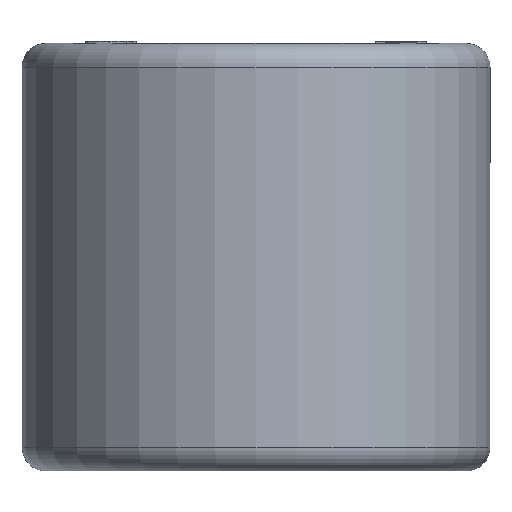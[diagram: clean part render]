
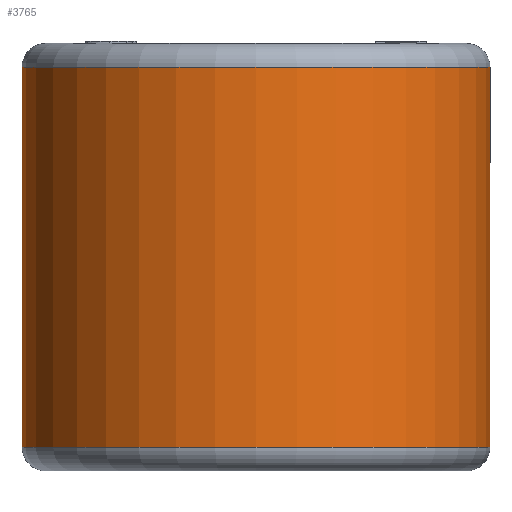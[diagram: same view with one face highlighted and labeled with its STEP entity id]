
A CAD part, front view. The second image highlights one B-rep face of the part: STEP entity #3765.
In plain terms, the highlighted cylindrical face has radius 9.85 mm (diameter 19.7 mm), a partial arc.
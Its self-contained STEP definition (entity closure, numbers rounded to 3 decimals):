
#58 = DIRECTION ( 'NONE',  ( 0., 0., -1. ) ) ;
#137 = DIRECTION ( 'NONE',  ( 0., 0., 1. ) ) ;
#394 = DIRECTION ( 'NONE',  ( 0., 0., -1. ) ) ;
#1043 = VERTEX_POINT ( 'NONE', #1311 ) ;
#1138 = CARTESIAN_POINT ( 'NONE',  ( 9.85, 0., 17. ) ) ;
#1281 = ORIENTED_EDGE ( 'NONE', *, *, #3903, .T. ) ;
#1310 = VERTEX_POINT ( 'NONE', #1943 ) ;
#1311 = CARTESIAN_POINT ( 'NONE',  ( 9.85, 0., 1. ) ) ;
#1373 = EDGE_CURVE ( 'NONE', #5530, #1310, #2873, .T. ) ;
#1379 = VERTEX_POINT ( 'NONE', #1138 ) ;
#1571 = CARTESIAN_POINT ( 'NONE',  ( -9.85, 0., 18. ) ) ;
#1629 = CIRCLE ( 'NONE', #2710, 9.85 ) ;
#1943 = CARTESIAN_POINT ( 'NONE',  ( -9.85, 0., 1. ) ) ;
#2012 = DIRECTION ( 'NONE',  ( -1., 0., 0. ) ) ;
#2063 = EDGE_CURVE ( 'NONE', #1379, #1043, #4568, .T. ) ;
#2092 = EDGE_LOOP ( 'NONE', ( #1281, #5022, #4987, #3564 ) ) ;
#2589 = FACE_OUTER_BOUND ( 'NONE', #2092, .T. ) ;
#2684 = CARTESIAN_POINT ( 'NONE',  ( 9.85, 0., 18. ) ) ;
#2710 = AXIS2_PLACEMENT_3D ( 'NONE', #2754, #137, #3194 ) ;
#2754 = CARTESIAN_POINT ( 'NONE',  ( 0., 0., 1. ) ) ;
#2873 = LINE ( 'NONE', #1571, #5201 ) ;
#2984 = CIRCLE ( 'NONE', #3108, 9.85 ) ;
#3001 = CARTESIAN_POINT ( 'NONE',  ( 0., 0., 17. ) ) ;
#3108 = AXIS2_PLACEMENT_3D ( 'NONE', #3001, #394, #3429 ) ;
#3194 = DIRECTION ( 'NONE',  ( 1., 0., 0. ) ) ;
#3323 = CYLINDRICAL_SURFACE ( 'NONE', #3779, 9.85 ) ;
#3401 = CARTESIAN_POINT ( 'NONE',  ( -9.85, 0., 17. ) ) ;
#3429 = DIRECTION ( 'NONE',  ( 1., 0., 0. ) ) ;
#3564 = ORIENTED_EDGE ( 'NONE', *, *, #1373, .F. ) ;
#3765 = ADVANCED_FACE ( 'NONE', ( #2589 ), #3323, .T. ) ;
#3779 = AXIS2_PLACEMENT_3D ( 'NONE', #4600, #4155, #2012 ) ;
#3903 = EDGE_CURVE ( 'NONE', #5530, #1379, #2984, .T. ) ;
#4155 = DIRECTION ( 'NONE',  ( 0., 0., -1. ) ) ;
#4191 = EDGE_CURVE ( 'NONE', #1043, #1310, #1629, .T. ) ;
#4568 = LINE ( 'NONE', #2684, #4700 ) ;
#4600 = CARTESIAN_POINT ( 'NONE',  ( 0., 0., 18. ) ) ;
#4604 = DIRECTION ( 'NONE',  ( 0., 0., -1. ) ) ;
#4700 = VECTOR ( 'NONE', #58, 1000. ) ;
#4987 = ORIENTED_EDGE ( 'NONE', *, *, #4191, .T. ) ;
#5022 = ORIENTED_EDGE ( 'NONE', *, *, #2063, .T. ) ;
#5201 = VECTOR ( 'NONE', #4604, 1000. ) ;
#5530 = VERTEX_POINT ( 'NONE', #3401 ) ;
